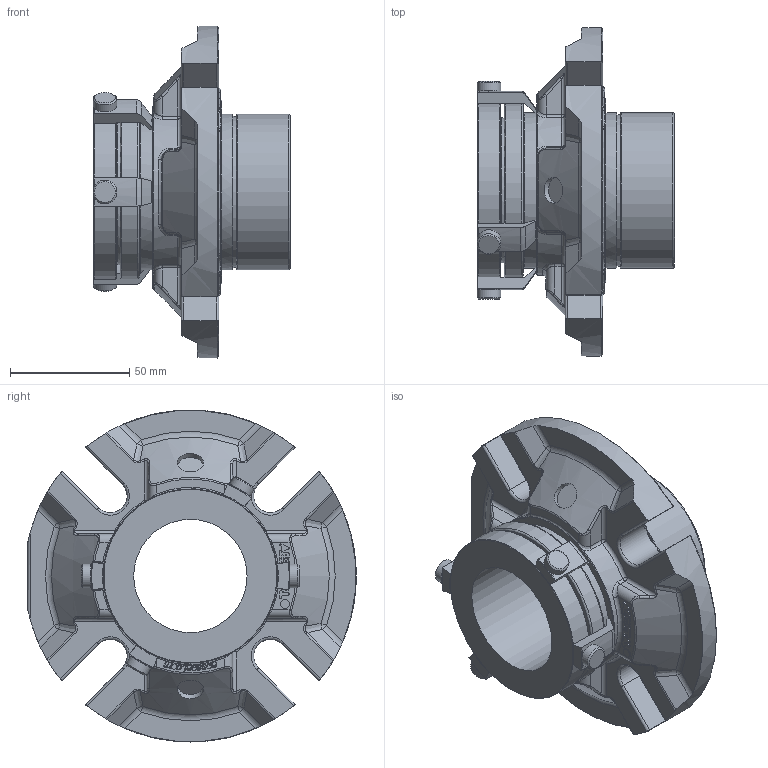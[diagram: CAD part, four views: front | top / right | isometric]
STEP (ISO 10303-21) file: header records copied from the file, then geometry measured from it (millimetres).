
FILE_DESCRIPTION(/* description */ ('Unknown'),/* implementation_level */ '2;1');
FILE_NAME(/* name */ '1.875',/* time_stamp */ '2023-02-13T14:11:22+00:00',/* author */ ('Unknown'),/* organization */ ('Unknown'),/* preprocessor_version */ 'ST-DEVELOPER v16.7',/* originating_system */ 'Solid Edge',/* authorisation */ 'Unknown');
FILE_SCHEMA (('AUTOMOTIVE_DESIGN {1 0 10303 214 3 1 1}'));
Length unit declared in the file: millimetre
Products named in the file (1): 1.875
Bounding box: 83.16 x 138.08 x 139.45 mm (x, y, z)
Volume: 320946.9 mm3; surface area: 67964.9 mm2
Topology: 1 solids, 1 shells, 615 faces, 1548 edges, 968 vertices
Faces by surface type: plane 196, cylinder 158, bspline 97, torus 89, sphere 42, cone 33
Full cylindrical faces by diameter (mm): 3.761 x1, 10 x4, 10.998 x2, 47.625 x1, 52.07 x1, 59.563 x1, 61.011 x1, 63.513 x1, 65.354 x1, 65.38 x1, 65.405 x1, 73.304 x1, 77.191 x1
Entity records: 21265 total; most frequent: CARTESIAN_POINT 7591, ORIENTED_EDGE 2984, DIRECTION 2611, EDGE_CURVE 1492, AXIS2_PLACEMENT_3D 1052, VERTEX_POINT 948, EDGE_LOOP 694, FACE_BOUND 694
